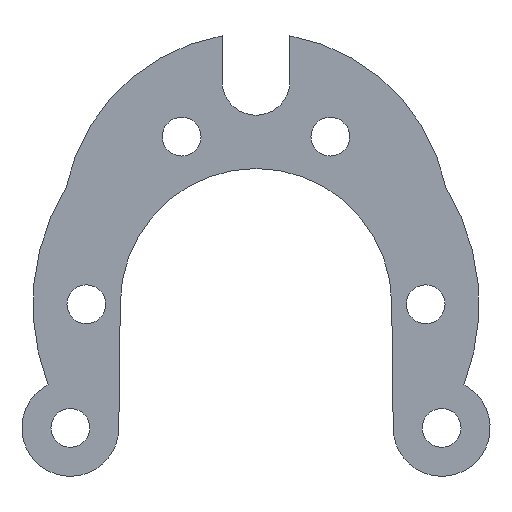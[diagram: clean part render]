
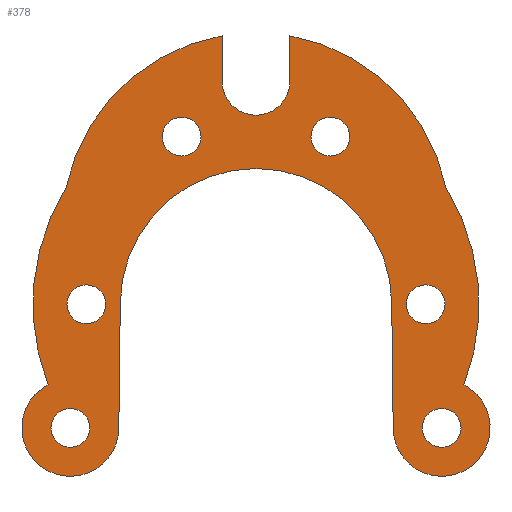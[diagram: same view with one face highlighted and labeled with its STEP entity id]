
A CAD part, front view. The second image highlights one B-rep face of the part: STEP entity #378.
In plain terms, the highlighted planar face has unit normal (0, -1, 0).
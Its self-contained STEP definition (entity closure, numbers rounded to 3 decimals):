
#20=PLANE('',#428);
#23=LINE('',#589,#43);
#29=LINE('',#613,#49);
#33=LINE('',#625,#53);
#39=LINE('',#648,#59);
#43=VECTOR('',#477,4.959);
#49=VECTOR('',#503,12.743);
#53=VECTOR('',#515,12.743);
#59=VECTOR('',#541,4.959);
#73=FACE_BOUND('',#131,.T.);
#74=FACE_BOUND('',#132,.T.);
#75=FACE_BOUND('',#133,.T.);
#76=FACE_BOUND('',#134,.T.);
#77=FACE_BOUND('',#135,.T.);
#78=FACE_BOUND('',#136,.T.);
#98=FACE_OUTER_BOUND('',#130,.T.);
#130=EDGE_LOOP('',(#327,#328,#329,#330,#331,#332,#333,#334,#335,#336,#337,
#338));
#131=EDGE_LOOP('',(#339));
#132=EDGE_LOOP('',(#340));
#133=EDGE_LOOP('',(#341));
#134=EDGE_LOOP('',(#342));
#135=EDGE_LOOP('',(#343));
#136=EDGE_LOOP('',(#344));
#138=CIRCLE('',#383,2.);
#140=CIRCLE('',#386,2.);
#142=CIRCLE('',#389,2.);
#144=CIRCLE('',#392,2.);
#146=CIRCLE('',#395,2.);
#148=CIRCLE('',#398,2.);
#149=CIRCLE('',#400,3.5);
#151=CIRCLE('',#404,20.);
#153=CIRCLE('',#407,23.);
#155=CIRCLE('',#410,5.);
#157=CIRCLE('',#414,14.);
#159=CIRCLE('',#418,5.);
#161=CIRCLE('',#421,23.);
#163=CIRCLE('',#424,20.);
#166=VERTEX_POINT('',#551);
#168=VERTEX_POINT('',#556);
#170=VERTEX_POINT('',#561);
#172=VERTEX_POINT('',#566);
#174=VERTEX_POINT('',#571);
#176=VERTEX_POINT('',#576);
#177=VERTEX_POINT('',#579);
#178=VERTEX_POINT('',#580);
#181=VERTEX_POINT('',#588);
#183=VERTEX_POINT('',#594);
#185=VERTEX_POINT('',#600);
#187=VERTEX_POINT('',#606);
#189=VERTEX_POINT('',#612);
#191=VERTEX_POINT('',#618);
#193=VERTEX_POINT('',#624);
#195=VERTEX_POINT('',#630);
#197=VERTEX_POINT('',#636);
#199=VERTEX_POINT('',#642);
#202=EDGE_CURVE('',#166,#166,#138,.T.);
#204=EDGE_CURVE('',#168,#168,#140,.T.);
#206=EDGE_CURVE('',#170,#170,#142,.T.);
#208=EDGE_CURVE('',#172,#172,#144,.T.);
#210=EDGE_CURVE('',#174,#174,#146,.T.);
#212=EDGE_CURVE('',#176,#176,#148,.T.);
#213=EDGE_CURVE('',#177,#178,#149,.T.);
#217=EDGE_CURVE('',#181,#177,#23,.T.);
#220=EDGE_CURVE('',#183,#181,#151,.T.);
#223=EDGE_CURVE('',#185,#183,#153,.T.);
#226=EDGE_CURVE('',#187,#185,#155,.T.);
#229=EDGE_CURVE('',#189,#187,#29,.T.);
#232=EDGE_CURVE('',#191,#189,#157,.T.);
#235=EDGE_CURVE('',#193,#191,#33,.T.);
#238=EDGE_CURVE('',#195,#193,#159,.T.);
#241=EDGE_CURVE('',#197,#195,#161,.T.);
#244=EDGE_CURVE('',#199,#197,#163,.T.);
#247=EDGE_CURVE('',#178,#199,#39,.T.);
#327=ORIENTED_EDGE('',*,*,#247,.F.);
#328=ORIENTED_EDGE('',*,*,#213,.F.);
#329=ORIENTED_EDGE('',*,*,#217,.F.);
#330=ORIENTED_EDGE('',*,*,#220,.F.);
#331=ORIENTED_EDGE('',*,*,#223,.F.);
#332=ORIENTED_EDGE('',*,*,#226,.F.);
#333=ORIENTED_EDGE('',*,*,#229,.F.);
#334=ORIENTED_EDGE('',*,*,#232,.F.);
#335=ORIENTED_EDGE('',*,*,#235,.F.);
#336=ORIENTED_EDGE('',*,*,#238,.F.);
#337=ORIENTED_EDGE('',*,*,#241,.F.);
#338=ORIENTED_EDGE('',*,*,#244,.F.);
#339=ORIENTED_EDGE('',*,*,#202,.T.);
#340=ORIENTED_EDGE('',*,*,#204,.T.);
#341=ORIENTED_EDGE('',*,*,#206,.T.);
#342=ORIENTED_EDGE('',*,*,#208,.T.);
#343=ORIENTED_EDGE('',*,*,#210,.T.);
#344=ORIENTED_EDGE('',*,*,#212,.T.);
#378=ADVANCED_FACE('',(#98,#73,#74,#75,#76,#77,#78),#20,.T.);
#383=AXIS2_PLACEMENT_3D('',#552,#435,#436);
#386=AXIS2_PLACEMENT_3D('',#557,#441,#442);
#389=AXIS2_PLACEMENT_3D('',#562,#447,#448);
#392=AXIS2_PLACEMENT_3D('',#567,#453,#454);
#395=AXIS2_PLACEMENT_3D('',#572,#459,#460);
#398=AXIS2_PLACEMENT_3D('',#577,#465,#466);
#400=AXIS2_PLACEMENT_3D('',#581,#469,#470);
#404=AXIS2_PLACEMENT_3D('',#595,#482,#483);
#407=AXIS2_PLACEMENT_3D('',#601,#489,#490);
#410=AXIS2_PLACEMENT_3D('',#607,#496,#497);
#414=AXIS2_PLACEMENT_3D('',#619,#508,#509);
#418=AXIS2_PLACEMENT_3D('',#631,#520,#521);
#421=AXIS2_PLACEMENT_3D('',#637,#527,#528);
#424=AXIS2_PLACEMENT_3D('',#643,#534,#535);
#428=AXIS2_PLACEMENT_3D('',#651,#545,#546);
#435=DIRECTION('center_axis',(0.,1.,0.));
#436=DIRECTION('ref_axis',(1.,0.,0.));
#441=DIRECTION('center_axis',(0.,1.,0.));
#442=DIRECTION('ref_axis',(1.,0.,0.));
#447=DIRECTION('center_axis',(0.,1.,0.));
#448=DIRECTION('ref_axis',(1.,0.,0.));
#453=DIRECTION('center_axis',(0.,1.,0.));
#454=DIRECTION('ref_axis',(1.,0.,0.));
#459=DIRECTION('center_axis',(0.,1.,0.));
#460=DIRECTION('ref_axis',(1.,0.,0.));
#465=DIRECTION('center_axis',(0.,1.,0.));
#466=DIRECTION('ref_axis',(1.,0.,0.));
#469=DIRECTION('center_axis',(0.,-1.,0.));
#470=DIRECTION('ref_axis',(-0.997,0.,0.076));
#477=DIRECTION('',(0.,0.,-1.));
#482=DIRECTION('center_axis',(0.,1.,0.));
#483=DIRECTION('ref_axis',(-0.979,0.,0.203));
#489=DIRECTION('center_axis',(0.,1.,0.));
#490=DIRECTION('ref_axis',(-0.933,0.,-0.361));
#496=DIRECTION('center_axis',(0.,1.,0.));
#497=DIRECTION('ref_axis',(1.,0.,0.));
#503=DIRECTION('',(-0.012,0.,-1.));
#508=DIRECTION('center_axis',(0.,-1.,0.));
#509=DIRECTION('ref_axis',(1.,0.,0.));
#515=DIRECTION('',(-0.012,0.,1.));
#520=DIRECTION('center_axis',(0.,1.,0.));
#521=DIRECTION('ref_axis',(0.46,0.,0.888));
#527=DIRECTION('center_axis',(0.,1.,0.));
#528=DIRECTION('ref_axis',(0.851,0.,0.524));
#534=DIRECTION('center_axis',(0.,1.,0.));
#535=DIRECTION('ref_axis',(0.174,0.,0.985));
#541=DIRECTION('',(0.,0.,1.));
#545=DIRECTION('center_axis',(0.,-1.,0.));
#546=DIRECTION('ref_axis',(0.,0.,-1.));
#551=CARTESIAN_POINT('',(17.148,0.,-12.742));
#552=CARTESIAN_POINT('Origin',(19.148,0.,-12.742));
#556=CARTESIAN_POINT('',(-21.148,0.,-12.742));
#557=CARTESIAN_POINT('Origin',(-19.148,0.,-12.742));
#561=CARTESIAN_POINT('',(15.5,0.,0.));
#562=CARTESIAN_POINT('Origin',(17.5,0.,0.));
#566=CARTESIAN_POINT('',(-19.5,0.,0.));
#567=CARTESIAN_POINT('Origin',(-17.5,0.,0.));
#571=CARTESIAN_POINT('',(5.667,0.,17.286));
#572=CARTESIAN_POINT('Origin',(7.667,0.,17.286));
#576=CARTESIAN_POINT('',(-9.667,0.,17.286));
#577=CARTESIAN_POINT('Origin',(-7.667,0.,17.286));
#579=CARTESIAN_POINT('',(-3.49,0.,22.734));
#580=CARTESIAN_POINT('',(3.49,0.,22.734));
#581=CARTESIAN_POINT('Origin',(0.,0.,23.));
#588=CARTESIAN_POINT('',(-3.49,0.,27.693));
#589=CARTESIAN_POINT('',(-3.49,0.,27.693));
#594=CARTESIAN_POINT('',(-19.583,0.,12.063));
#595=CARTESIAN_POINT('Origin',(0.,0.,8.));
#600=CARTESIAN_POINT('',(-21.449,0.,-8.303));
#601=CARTESIAN_POINT('Origin',(0.,0.,0.));
#606=CARTESIAN_POINT('',(-14.148,0.,-12.742));
#607=CARTESIAN_POINT('Origin',(-19.148,0.,-12.742));
#612=CARTESIAN_POINT('',(-14.,0.,0.));
#613=CARTESIAN_POINT('',(-14.,0.,0.));
#618=CARTESIAN_POINT('',(14.,0.,0.));
#619=CARTESIAN_POINT('Origin',(0.,0.,0.));
#624=CARTESIAN_POINT('',(14.148,0.,-12.742));
#625=CARTESIAN_POINT('',(14.148,0.,-12.742));
#630=CARTESIAN_POINT('',(21.449,0.,-8.303));
#631=CARTESIAN_POINT('Origin',(19.148,0.,-12.742));
#636=CARTESIAN_POINT('',(19.583,0.,12.063));
#637=CARTESIAN_POINT('Origin',(0.,0.,0.));
#642=CARTESIAN_POINT('',(3.49,0.,27.693));
#643=CARTESIAN_POINT('Origin',(0.,0.,8.));
#648=CARTESIAN_POINT('',(3.49,0.,22.734));
#651=CARTESIAN_POINT('Origin',(0.,0.,5.227));
